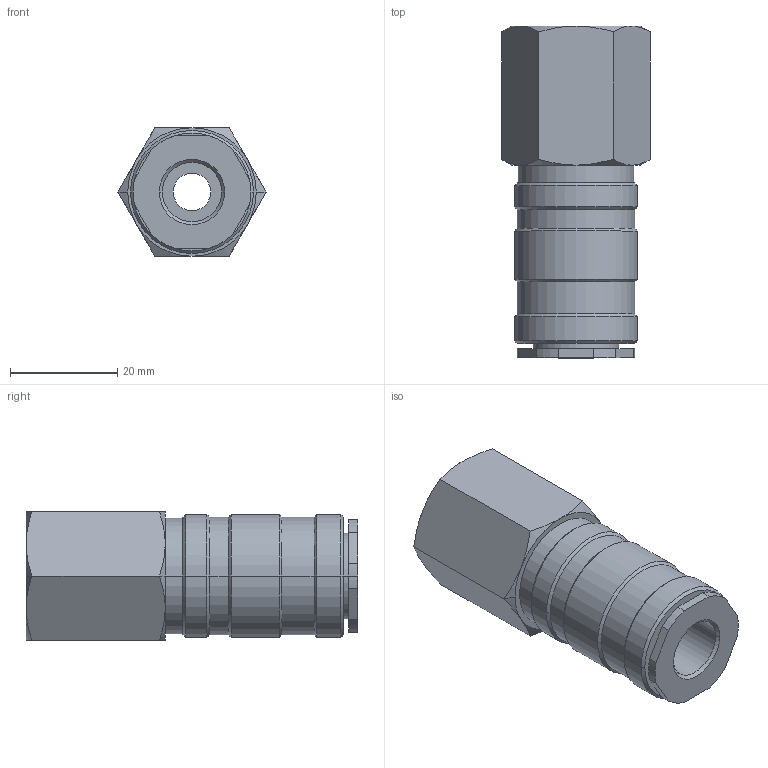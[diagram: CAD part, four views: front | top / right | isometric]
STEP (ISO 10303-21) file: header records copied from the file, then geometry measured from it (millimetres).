
FILE_DESCRIPTION(('STEP AP214'),'1');
FILE_NAME('esbi_12_i.stp','2020-03-05T09:22:22',('TraceParts'),('TraceParts S.A.'),'Spatial InterOp 3D',' ',' ');
FILE_SCHEMA(('automotive_design'));
Length unit declared in the file: millimetre
Products named in the file (1): 1
Bounding box: 27.71 x 62 x 24 mm (x, y, z)
Volume: 20058.1 mm3; surface area: 8138.5 mm2
Topology: 1 solids, 1 shells, 80 faces, 176 edges, 104 vertices
Faces by surface type: cone 32, cylinder 28, plane 20
Entity records: 2864 total; most frequent: CARTESIAN_POINT 457, DIRECTION 394, ORIENTED_EDGE 352, EDGE_CURVE 176, AXIS2_PLACEMENT_3D 161, VERTEX_POINT 104, EDGE_LOOP 88, STYLED_ITEM 80
